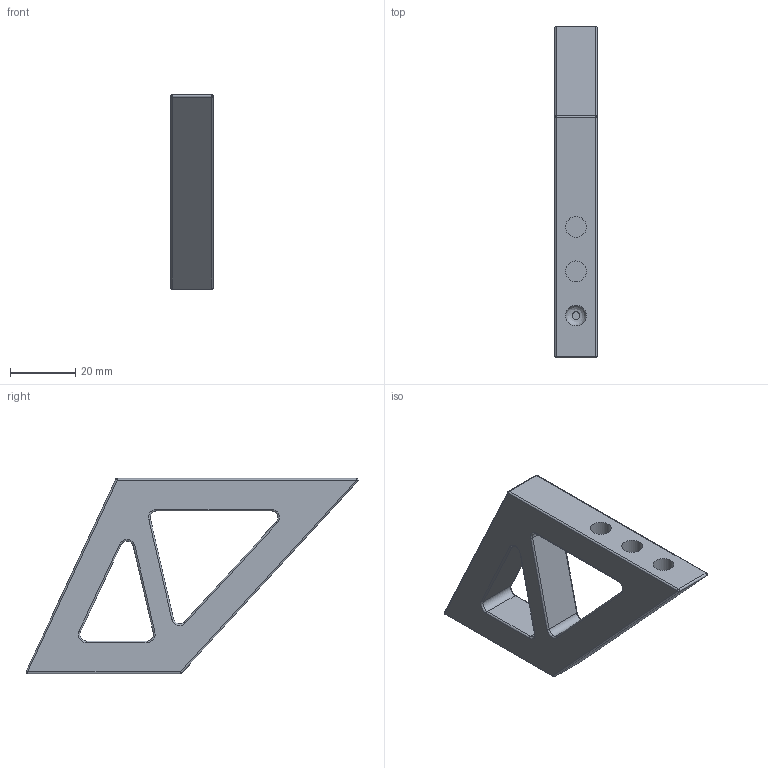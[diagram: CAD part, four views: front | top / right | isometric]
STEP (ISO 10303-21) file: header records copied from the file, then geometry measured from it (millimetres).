
FILE_DESCRIPTION(/* description */ (''),/* implementation_level */ '2;1');
FILE_NAME(/* name */ 'ArmSolderingIron.stp',/* time_stamp */ '2023-12-27T23:17:06+01:00',/* author */ ('denni'),/* organization */ (''),/* preprocessor_version */ 'ST-DEVELOPER v19.2',/* originating_system */ 'Autodesk Inventor 2024',/* authorisation */ '');
FILE_SCHEMA (('AUTOMOTIVE_DESIGN { 1 0 10303 214 3 1 1 }'));
Length unit declared in the file: millimetre
Products named in the file (1): ArmSolderingIron
Bounding box: 13 x 102.08 x 60 mm (x, y, z)
Volume: 31633.5 mm3; surface area: 11587.4 mm2
Topology: 1 solids, 1 shells, 73 faces, 149 edges, 83 vertices
Faces by surface type: cylinder 35, plane 17, torus 12, sphere 8, bspline 1
Full cylindrical faces by diameter (mm): 5.6 x2, 6.4 x3
Entity records: 1968 total; most frequent: DIRECTION 379, CARTESIAN_POINT 332, ORIENTED_EDGE 298, AXIS2_PLACEMENT_3D 157, EDGE_CURVE 149, CIRCLE 84, VERTEX_POINT 83, EDGE_LOOP 82
